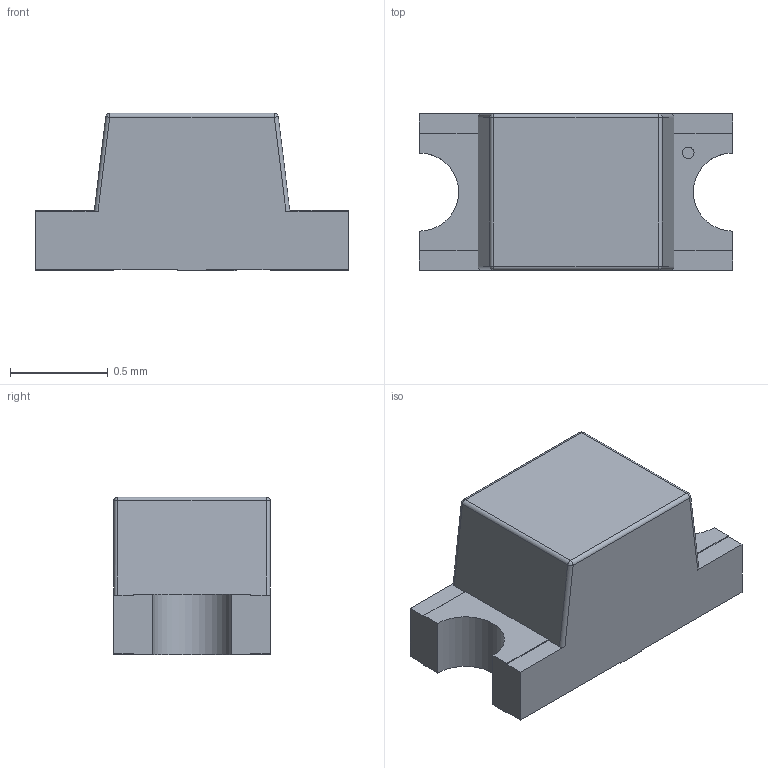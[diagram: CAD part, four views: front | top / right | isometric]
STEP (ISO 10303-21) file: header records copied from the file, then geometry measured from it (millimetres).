
FILE_DESCRIPTION (( 'STEP AP214' ), '1' );
FILE_NAME ('OSRAM_LS_Q976.STEP', '2024-02-04T18:04:52', ( '' ), ( '' ), 'SwSTEP 2.0', 'SolidWorks 2023', '' );
FILE_SCHEMA (( 'AUTOMOTIVE_DESIGN' ));
Length unit declared in the file: millimetre
Products named in the file (1): OSRAM_LS_Q976
Bounding box: 1.6 x 0.8 x 0.81 mm (x, y, z)
Volume: 0.7 mm3; surface area: 5.5 mm2
Topology: 1 solids, 1 shells, 54 faces, 141 edges, 90 vertices
Faces by surface type: plane 37, cylinder 13, bspline 4
Entity records: 2017 total; most frequent: CARTESIAN_POINT 358, ORIENTED_EDGE 282, DIRECTION 261, EDGE_CURVE 141, LINE 115, VECTOR 115, VERTEX_POINT 90, AXIS2_PLACEMENT_3D 73
